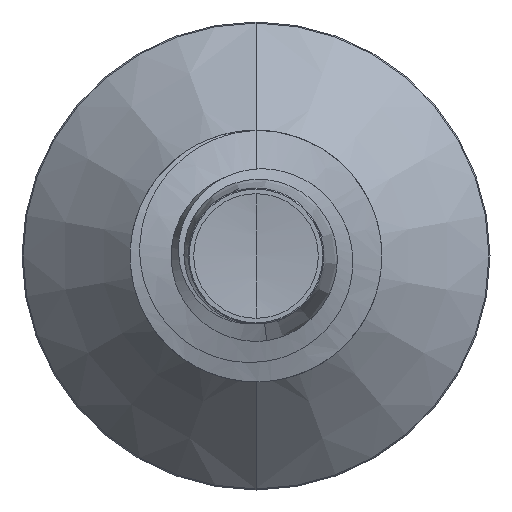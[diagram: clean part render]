
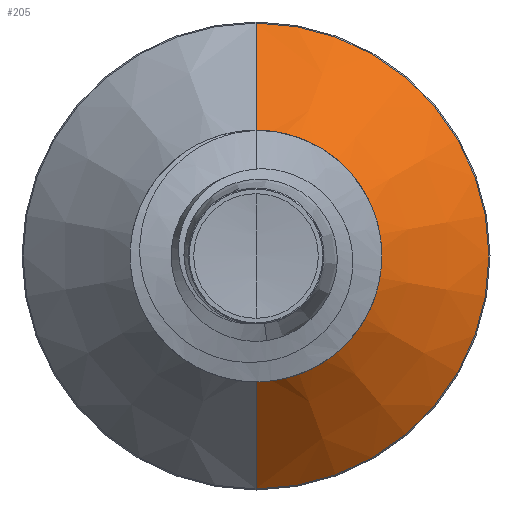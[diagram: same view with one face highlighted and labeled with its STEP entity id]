
A CAD part, front view. The second image highlights one B-rep face of the part: STEP entity #205.
In plain terms, the highlighted conical face has half-angle 45 degrees and reference radius 2.301 mm.
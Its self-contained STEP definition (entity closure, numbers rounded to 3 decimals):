
#149 = CIRCLE ( 'NONE', #11849, 2.301 ) ;
#205 = ADVANCED_FACE ( 'NONE', ( #1025 ), #940, .T. ) ;
#351 = AXIS2_PLACEMENT_3D ( 'NONE', #11949, #9947, #12412 ) ;
#642 = CIRCLE ( 'NONE', #11829, 4.628 ) ;
#731 = LINE ( 'NONE', #6676, #834 ) ;
#834 = VECTOR ( 'NONE', #6846, 1000. ) ;
#940 = CONICAL_SURFACE ( 'NONE', #351, 2.301, 0.785 ) ;
#1025 = FACE_OUTER_BOUND ( 'NONE', #3948, .T. ) ;
#1682 = VERTEX_POINT ( 'NONE', #11969 ) ;
#2228 = EDGE_CURVE ( 'NONE', #7812, #8709, #731, .T. ) ;
#2336 = DIRECTION ( 'NONE',  ( 0., 0.707, 0.707 ) ) ;
#2340 = CARTESIAN_POINT ( 'NONE',  ( 0., 9.401, 2.301 ) ) ;
#2539 = ORIENTED_EDGE ( 'NONE', *, *, #11504, .T. ) ;
#2586 = ORIENTED_EDGE ( 'NONE', *, *, #2228, .T. ) ;
#2626 = LINE ( 'NONE', #2340, #2921 ) ;
#2654 = ORIENTED_EDGE ( 'NONE', *, *, #11519, .F. ) ;
#2801 = ORIENTED_EDGE ( 'NONE', *, *, #10653, .F. ) ;
#2921 = VECTOR ( 'NONE', #2336, 1000. ) ;
#3948 = EDGE_LOOP ( 'NONE', ( #2539, #2586, #2654, #2801 ) ) ;
#4615 = CARTESIAN_POINT ( 'NONE',  ( 0., 11.728, 4.628 ) ) ;
#4752 = VERTEX_POINT ( 'NONE', #4615 ) ;
#6632 = DIRECTION ( 'NONE',  ( 0., 0., 1. ) ) ;
#6660 = DIRECTION ( 'NONE',  ( 0., 1., 0. ) ) ;
#6676 = CARTESIAN_POINT ( 'NONE',  ( 0., 9.401, -2.301 ) ) ;
#6729 = CARTESIAN_POINT ( 'NONE',  ( 0., 11.728, 0. ) ) ;
#6846 = DIRECTION ( 'NONE',  ( 0., 0.707, -0.707 ) ) ;
#6993 = DIRECTION ( 'NONE',  ( 0., 0., 1. ) ) ;
#7004 = DIRECTION ( 'NONE',  ( 0., 1., 0. ) ) ;
#7033 = CARTESIAN_POINT ( 'NONE',  ( 0., 11.728, -4.628 ) ) ;
#7034 = CARTESIAN_POINT ( 'NONE',  ( 0., 9.401, 0. ) ) ;
#7812 = VERTEX_POINT ( 'NONE', #11970 ) ;
#8709 = VERTEX_POINT ( 'NONE', #7033 ) ;
#9947 = DIRECTION ( 'NONE',  ( 0., 1., 0. ) ) ;
#10653 = EDGE_CURVE ( 'NONE', #1682, #4752, #2626, .T. ) ;
#11504 = EDGE_CURVE ( 'NONE', #1682, #7812, #149, .T. ) ;
#11519 = EDGE_CURVE ( 'NONE', #4752, #8709, #642, .T. ) ;
#11829 = AXIS2_PLACEMENT_3D ( 'NONE', #6729, #6660, #6632 ) ;
#11849 = AXIS2_PLACEMENT_3D ( 'NONE', #7034, #7004, #6993 ) ;
#11949 = CARTESIAN_POINT ( 'NONE',  ( 0., 9.401, 0. ) ) ;
#11969 = CARTESIAN_POINT ( 'NONE',  ( 0., 9.401, 2.301 ) ) ;
#11970 = CARTESIAN_POINT ( 'NONE',  ( 0., 9.401, -2.301 ) ) ;
#12412 = DIRECTION ( 'NONE',  ( 0., 0., 1. ) ) ;
